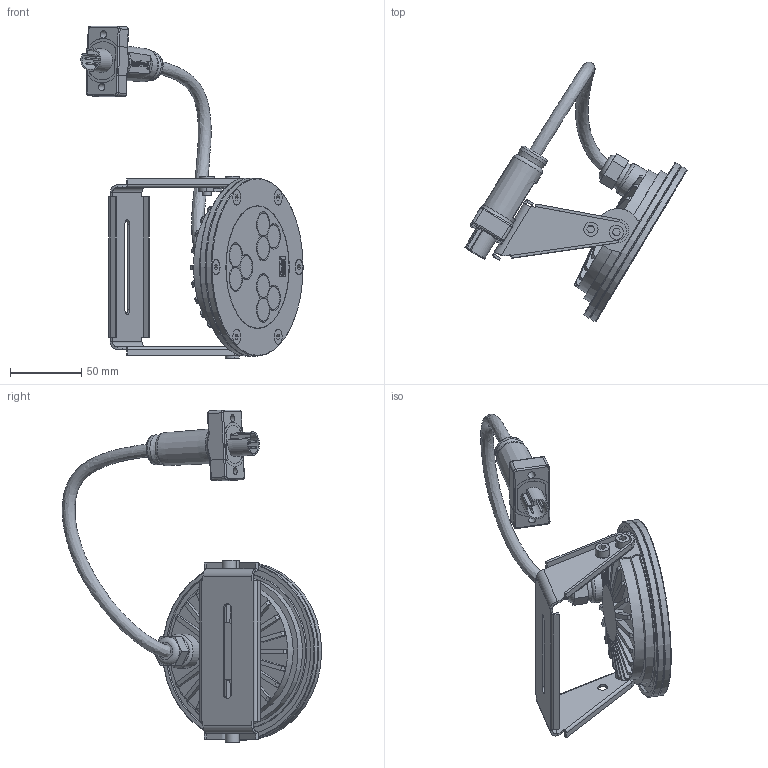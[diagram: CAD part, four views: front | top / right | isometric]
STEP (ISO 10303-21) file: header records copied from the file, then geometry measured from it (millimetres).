
FILE_DESCRIPTION(/* description */ (''),/* implementation_level */ '2;1');
FILE_NAME(/* name */ '36088 ProfiLux LED L RGB SPOT.stp',/* time_stamp */ '2019-06-14T10:29:54+02:00',/* author */ ('guzb562'),/* organization */ (''),/* preprocessor_version */ 'ST-DEVELOPER v17.2',/* originating_system */ 'Autodesk Inventor 2019',/* authorisation */ '');
FILE_SCHEMA (('CONFIG_CONTROL_DESIGN'));
Length unit declared in the file: millimetre
Products named in the file (6): 50717_Profilux_Led 320_SBG; 36088 ProfiLux LED L RGB Spot; 75614_haltebuegel_led_2; stecker female; 36088 ProfiLux LED L RGB SPOT.Kabelbaum1; 36088 ProfiLux LED L RGB SPOT.Kabelbaum1_1
Assembly tree (5 placements, depth 3):
  50717_Profilux_Led 320_SBG
    36088 ProfiLux LED L RGB Spot
    75614_haltebuegel_led_2
    stecker female
    36088 ProfiLux LED L RGB SPOT.Kabelbaum1
      36088 ProfiLux LED L RGB SPOT.Kabelbaum1_1
Bounding box: 156.03 x 182.1 x 233.14 mm (x, y, z)
Volume: 300427.1 mm3; surface area: 107600.1 mm2
Topology: 5 solids, 7 shells, 1297 faces, 3384 edges, 2148 vertices
Faces by surface type: plane 941, cylinder 168, bspline 164, torus 16, cone 8
Full cylindrical faces by diameter (mm): 1.172 x4, 5 x2, 5.216 x2, 6 x2, 6.5 x2, 8 x1, 10.7 x6, 11 x1, 16 x18, 19.862 x1, 20.988 x1, 23.862 x1, 37 x3, 85.921 x2, 90.038 x1, 92.753 x1, 109.993 x1, 118.695 x1, 125.01 x2
Entity records: 43918 total; most frequent: CARTESIAN_POINT 12296, ORIENTED_EDGE 6764, DIRECTION 6031, EDGE_CURVE 3383, LINE 2445, VECTOR 2445, VERTEX_POINT 2146, AXIS2_PLACEMENT_3D 1793
